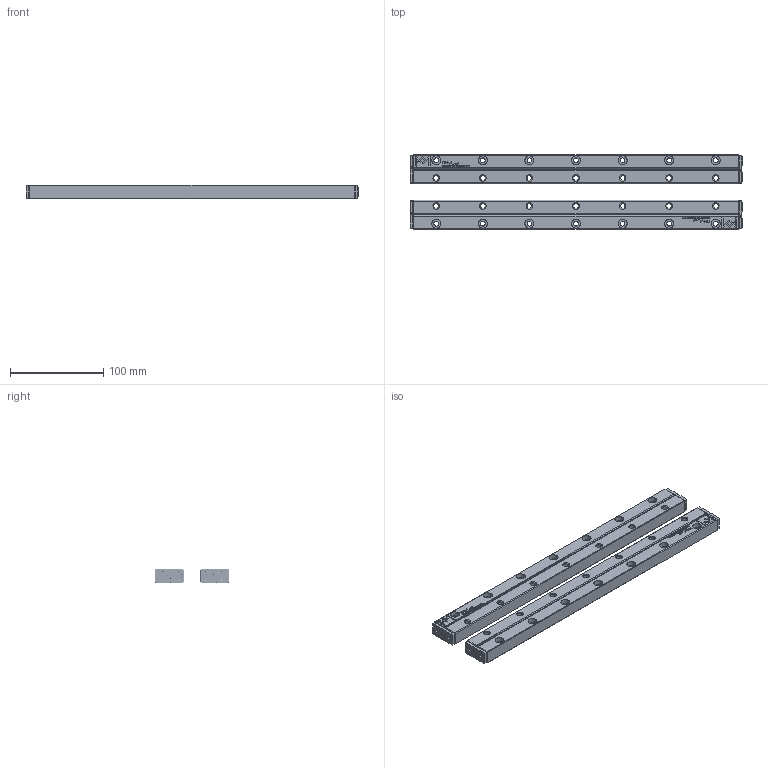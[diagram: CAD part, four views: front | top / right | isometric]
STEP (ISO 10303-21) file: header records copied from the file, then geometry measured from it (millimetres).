
FILE_DESCRIPTION(/* description */ (''),/* implementation_level */ '2;1');
FILE_NAME(/* name */ 'Set RSDE-6350x36KRE_stp.stp',/* time_stamp */ '2025-05-14T12:19:26+02:00',/* author */ (''),/* organization */ (''),/* preprocessor_version */ 'ST-DEVELOPER v16.7',/* originating_system */ 'SIEMENS PLM Software NX 12.0',/* authorisation */ '');
FILE_SCHEMA (('AUTOMOTIVE_DESIGN { 1 0 10303 214 3 1 1 1 }'));
Products named in the file (1): Set RSDE-6350x36KRE_stp
Bounding box: 356.4 x 80 x 15 mm (x, y, z)
Volume: 291849.7 mm3; surface area: 133240.3 mm2
Topology: 100 solids, 100 shells, 3812 faces, 10124 edges, 6608 vertices
Faces by surface type: plane 1960, cylinder 1092, cone 400, bspline 360
Full cylindrical faces by diameter (mm): 0.8 x304, 4 x72, 4.3 x8, 5 x8, 5.2 x36, 6 x80, 9.5 x28, 10 x8
Entity records: 122843 total; most frequent: CARTESIAN_POINT 24065, DIRECTION 17894, ORIENTED_EDGE 17752, EDGE_CURVE 8876, AXIS2_PLACEMENT_3D 6317, VERTEX_POINT 6312, EDGE_LOOP 5516, LINE 5260
